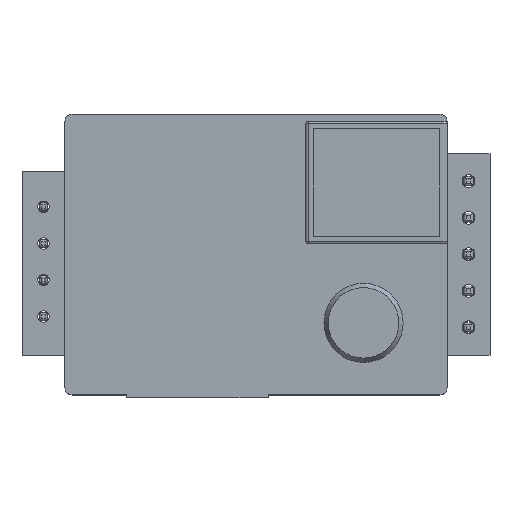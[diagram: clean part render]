
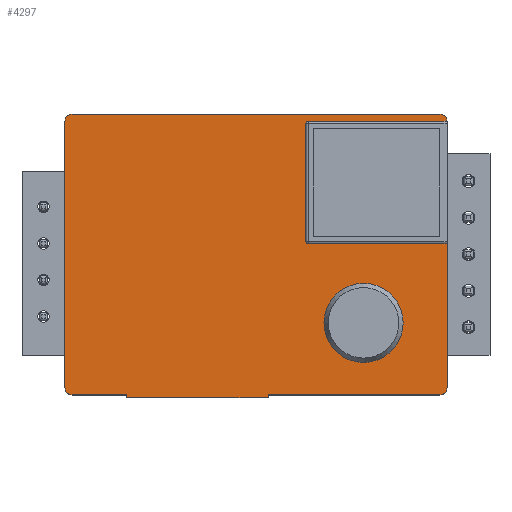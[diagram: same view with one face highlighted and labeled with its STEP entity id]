
A CAD part, top view. The second image highlights one B-rep face of the part: STEP entity #4297.
In plain terms, the highlighted planar face has unit normal (0, 0, 1).
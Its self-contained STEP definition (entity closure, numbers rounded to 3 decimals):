
#185=FACE_BOUND('',#847,.T.);
#300=PLANE('',#4790);
#553=FACE_OUTER_BOUND('',#846,.T.);
#846=EDGE_LOOP('',(#3892,#3893,#3894,#3895,#3896,#3897,#3898,#3899,#3900,
#3901,#3902,#3903,#3904,#3905,#3906,#3907,#3908));
#847=EDGE_LOOP('',(#3909));
#1185=LINE('',#7191,#1578);
#1189=LINE('',#7199,#1582);
#1192=LINE('',#7203,#1585);
#1193=LINE('',#7205,#1586);
#1209=LINE('',#7239,#1602);
#1211=LINE('',#7245,#1604);
#1216=LINE('',#7253,#1609);
#1217=LINE('',#7256,#1610);
#1220=LINE('',#7260,#1613);
#1237=LINE('',#7316,#1630);
#1240=LINE('',#7327,#1633);
#1578=VECTOR('',#5953,10.);
#1582=VECTOR('',#5961,10.);
#1585=VECTOR('',#5966,10.);
#1586=VECTOR('',#5969,10.);
#1602=VECTOR('',#5997,10.);
#1604=VECTOR('',#6001,10.);
#1609=VECTOR('',#6010,10.);
#1610=VECTOR('',#6013,10.);
#1613=VECTOR('',#6016,10.);
#1630=VECTOR('',#6083,10.);
#1633=VECTOR('',#6100,10.);
#1738=CIRCLE('',#4719,2.75);
#1742=CIRCLE('',#4731,0.15);
#1746=CIRCLE('',#4737,0.15);
#1758=CIRCLE('',#4781,0.5);
#1759=CIRCLE('',#4784,0.5);
#1760=CIRCLE('',#4786,0.5);
#1761=CIRCLE('',#4788,0.5);
#2072=VERTEX_POINT('',#7118);
#2084=VERTEX_POINT('',#7155);
#2085=VERTEX_POINT('',#7156);
#2089=VERTEX_POINT('',#7168);
#2090=VERTEX_POINT('',#7169);
#2095=VERTEX_POINT('',#7189);
#2096=VERTEX_POINT('',#7196);
#2097=VERTEX_POINT('',#7198);
#2107=VERTEX_POINT('',#7233);
#2109=VERTEX_POINT('',#7237);
#2110=VERTEX_POINT('',#7241);
#2112=VERTEX_POINT('',#7244);
#2114=VERTEX_POINT('',#7255);
#2115=VERTEX_POINT('',#7258);
#2127=VERTEX_POINT('',#7309);
#2128=VERTEX_POINT('',#7310);
#2129=VERTEX_POINT('',#7315);
#2130=VERTEX_POINT('',#7321);
#2621=EDGE_CURVE('',#2072,#2072,#1738,.T.);
#2637=EDGE_CURVE('',#2084,#2085,#1742,.F.);
#2643=EDGE_CURVE('',#2089,#2090,#1746,.F.);
#2655=EDGE_CURVE('',#2084,#2095,#1185,.T.);
#2659=EDGE_CURVE('',#2097,#2096,#1189,.T.);
#2662=EDGE_CURVE('',#2096,#2090,#1192,.T.);
#2663=EDGE_CURVE('',#2089,#2085,#1193,.T.);
#2679=EDGE_CURVE('',#2107,#2109,#1209,.T.);
#2681=EDGE_CURVE('',#2110,#2112,#1211,.T.);
#2686=EDGE_CURVE('',#2112,#2109,#1216,.T.);
#2687=EDGE_CURVE('',#2114,#2107,#1217,.T.);
#2690=EDGE_CURVE('',#2110,#2115,#1220,.T.);
#2714=EDGE_CURVE('',#2127,#2128,#1758,.T.);
#2717=EDGE_CURVE('',#2129,#2128,#1237,.T.);
#2719=EDGE_CURVE('',#2129,#2095,#1759,.T.);
#2720=EDGE_CURVE('',#2114,#2130,#1760,.T.);
#2722=EDGE_CURVE('',#2097,#2115,#1761,.T.);
#2723=EDGE_CURVE('',#2127,#2130,#1240,.T.);
#3892=ORIENTED_EDGE('',*,*,#2655,.T.);
#3893=ORIENTED_EDGE('',*,*,#2719,.F.);
#3894=ORIENTED_EDGE('',*,*,#2717,.T.);
#3895=ORIENTED_EDGE('',*,*,#2714,.F.);
#3896=ORIENTED_EDGE('',*,*,#2723,.T.);
#3897=ORIENTED_EDGE('',*,*,#2720,.F.);
#3898=ORIENTED_EDGE('',*,*,#2687,.T.);
#3899=ORIENTED_EDGE('',*,*,#2679,.T.);
#3900=ORIENTED_EDGE('',*,*,#2686,.F.);
#3901=ORIENTED_EDGE('',*,*,#2681,.F.);
#3902=ORIENTED_EDGE('',*,*,#2690,.T.);
#3903=ORIENTED_EDGE('',*,*,#2722,.F.);
#3904=ORIENTED_EDGE('',*,*,#2659,.T.);
#3905=ORIENTED_EDGE('',*,*,#2662,.T.);
#3906=ORIENTED_EDGE('',*,*,#2643,.F.);
#3907=ORIENTED_EDGE('',*,*,#2663,.T.);
#3908=ORIENTED_EDGE('',*,*,#2637,.F.);
#3909=ORIENTED_EDGE('',*,*,#2621,.T.);
#4297=ADVANCED_FACE('',(#553,#185),#300,.T.);
#4719=AXIS2_PLACEMENT_3D('',#7120,#5880,#5881);
#4731=AXIS2_PLACEMENT_3D('',#7157,#5916,#5917);
#4737=AXIS2_PLACEMENT_3D('',#7170,#5930,#5931);
#4781=AXIS2_PLACEMENT_3D('',#7311,#6077,#6078);
#4784=AXIS2_PLACEMENT_3D('',#7319,#6087,#6088);
#4786=AXIS2_PLACEMENT_3D('',#7322,#6091,#6092);
#4788=AXIS2_PLACEMENT_3D('',#7325,#6096,#6097);
#4790=AXIS2_PLACEMENT_3D('',#7328,#6101,#6102);
#5880=DIRECTION('center_axis',(0.,0.,-1.));
#5881=DIRECTION('ref_axis',(-1.,0.,0.));
#5916=DIRECTION('center_axis',(0.,0.,-1.));
#5917=DIRECTION('ref_axis',(-0.707,0.707,0.));
#5930=DIRECTION('center_axis',(0.,0.,-1.));
#5931=DIRECTION('ref_axis',(-0.707,-0.707,0.));
#5953=DIRECTION('',(1.,0.,0.));
#5961=DIRECTION('',(0.,1.,0.));
#5966=DIRECTION('',(-1.,0.,0.));
#5969=DIRECTION('',(0.,1.,0.));
#5997=DIRECTION('',(0.,-1.,0.));
#6001=DIRECTION('',(0.,-1.,0.));
#6010=DIRECTION('',(-1.,0.,0.));
#6013=DIRECTION('',(1.,0.,0.));
#6016=DIRECTION('',(1.,0.,0.));
#6077=DIRECTION('center_axis',(0.,0.,-1.));
#6078=DIRECTION('ref_axis',(-0.707,0.707,0.));
#6083=DIRECTION('',(-1.,0.,0.));
#6087=DIRECTION('center_axis',(0.,0.,-1.));
#6088=DIRECTION('ref_axis',(0.707,0.707,0.));
#6091=DIRECTION('center_axis',(0.,0.,-1.));
#6092=DIRECTION('ref_axis',(-0.707,-0.707,0.));
#6096=DIRECTION('center_axis',(0.,0.,-1.));
#6097=DIRECTION('ref_axis',(0.707,-0.707,0.));
#6100=DIRECTION('',(0.,-1.,0.));
#6101=DIRECTION('center_axis',(0.,0.,1.));
#6102=DIRECTION('ref_axis',(1.,0.,0.));
#7118=CARTESIAN_POINT('',(23.484,5.,8.6));
#7120=CARTESIAN_POINT('Origin',(20.734,5.,8.6));
#7155=CARTESIAN_POINT('',(16.88,19.,8.6));
#7156=CARTESIAN_POINT('',(16.73,18.85,8.6));
#7157=CARTESIAN_POINT('Origin',(16.88,18.85,8.6));
#7168=CARTESIAN_POINT('',(16.73,10.65,8.6));
#7169=CARTESIAN_POINT('',(16.88,10.5,8.6));
#7170=CARTESIAN_POINT('Origin',(16.88,10.65,8.6));
#7189=CARTESIAN_POINT('',(26.53,19.,8.6));
#7191=CARTESIAN_POINT('',(19.898,19.,8.6));
#7196=CARTESIAN_POINT('',(26.53,10.5,8.6));
#7198=CARTESIAN_POINT('',(26.53,0.5,8.6));
#7199=CARTESIAN_POINT('',(26.53,0.,8.6));
#7203=CARTESIAN_POINT('',(14.998,10.5,8.6));
#7205=CARTESIAN_POINT('',(16.73,14.375,8.6));
#7233=CARTESIAN_POINT('',(4.3,0.,8.6));
#7237=CARTESIAN_POINT('',(4.3,-0.2,8.6));
#7239=CARTESIAN_POINT('',(4.3,0.,8.6));
#7241=CARTESIAN_POINT('',(14.1,0.,8.6));
#7244=CARTESIAN_POINT('',(14.1,-0.2,8.6));
#7245=CARTESIAN_POINT('',(14.1,0.,8.6));
#7253=CARTESIAN_POINT('',(4.3,-0.2,8.6));
#7255=CARTESIAN_POINT('',(0.5,0.,8.6));
#7256=CARTESIAN_POINT('',(0.,0.,8.6));
#7258=CARTESIAN_POINT('',(26.03,0.,8.6));
#7260=CARTESIAN_POINT('',(0.,0.,8.6));
#7309=CARTESIAN_POINT('',(0.,19.,8.6));
#7310=CARTESIAN_POINT('',(0.5,19.5,8.6));
#7311=CARTESIAN_POINT('Origin',(0.5,19.,8.6));
#7315=CARTESIAN_POINT('',(26.03,19.5,8.6));
#7316=CARTESIAN_POINT('',(26.53,19.5,8.6));
#7319=CARTESIAN_POINT('Origin',(26.03,19.,8.6));
#7321=CARTESIAN_POINT('',(0.,0.5,8.6));
#7322=CARTESIAN_POINT('Origin',(0.5,0.5,8.6));
#7325=CARTESIAN_POINT('Origin',(26.03,0.5,8.6));
#7327=CARTESIAN_POINT('',(0.,19.5,8.6));
#7328=CARTESIAN_POINT('Origin',(13.265,9.75,8.6));
